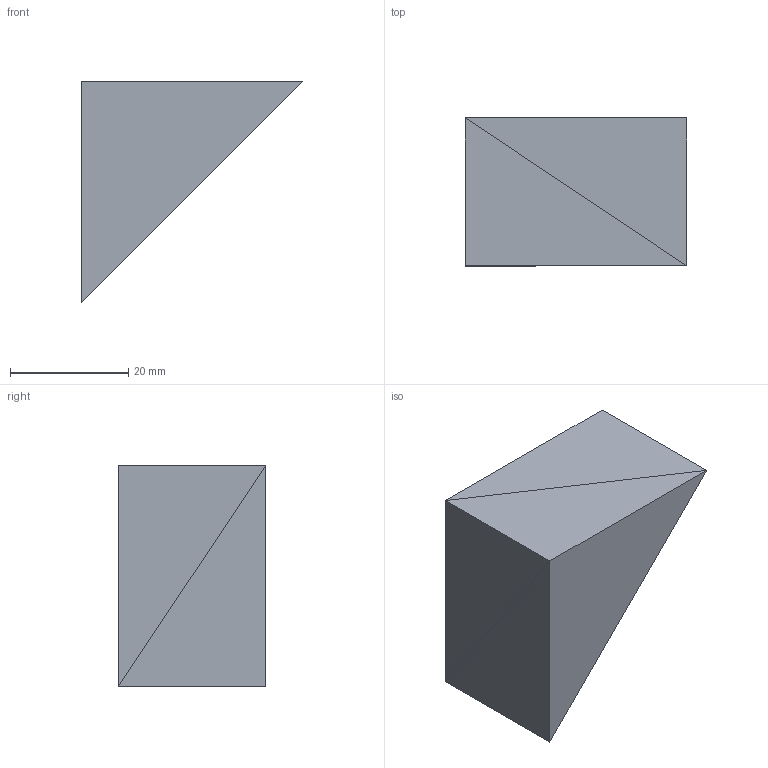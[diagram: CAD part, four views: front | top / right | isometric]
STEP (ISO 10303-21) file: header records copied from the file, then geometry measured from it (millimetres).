
FILE_DESCRIPTION((''),'2;1');
FILE_NAME('goki_block_8', '2025-12-04T15:11:07', (''), (''), 'ImageToStl.com STEP Converter','', '');
FILE_SCHEMA(('AUTOMOTIVE_DESIGN_CC2'));
Length unit declared in the file: metre
Products named in the file (1): product0
Bounding box: 37.5 x 25 x 37.5 mm (x, y, z)
Surface area: 4607.1 mm2 (no closed solid volume)
Topology: 0 solids, 8 shells, 8 faces, 24 edges, 6 vertices
Faces by surface type: plane 8
Entity records: 216 total; most frequent: DIRECTION 42, ORIENTED_EDGE 24, EDGE_CURVE 24, LINE 24, VECTOR 24, AXIS2_PLACEMENT_3D 9, FACE_SURFACE 8, PLANE 8
